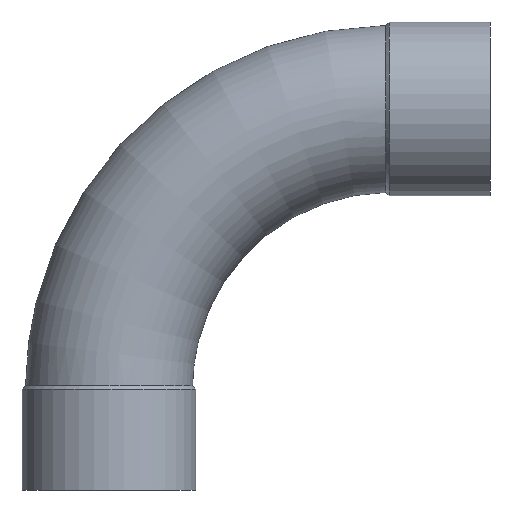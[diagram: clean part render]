
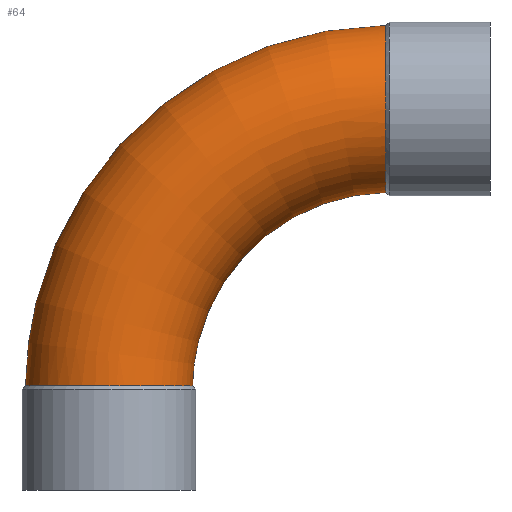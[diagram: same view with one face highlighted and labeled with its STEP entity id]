
A CAD part, front view. The second image highlights one B-rep face of the part: STEP entity #64.
In plain terms, the highlighted toroidal (fillet/blend) face has major radius 80.5 mm and minor radius 24 mm.
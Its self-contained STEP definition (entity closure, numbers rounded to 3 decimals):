
#44=TOROIDAL_SURFACE('',#229,80.5,24.);
#64=ADVANCED_FACE('',(#96,#97),#44,.T.);
#96=FACE_BOUND('',#122,.T.);
#97=FACE_BOUND('',#123,.T.);
#122=EDGE_LOOP('',(#154,#155));
#123=EDGE_LOOP('',(#156,#157));
#154=ORIENTED_EDGE('',*,*,#191,.T.);
#155=ORIENTED_EDGE('',*,*,#192,.F.);
#156=ORIENTED_EDGE('',*,*,#187,.F.);
#157=ORIENTED_EDGE('',*,*,#185,.F.);
#169=VERTEX_POINT('',#369);
#170=VERTEX_POINT('',#370);
#173=VERTEX_POINT('',#399);
#174=VERTEX_POINT('',#400);
#185=EDGE_CURVE('',#169,#170,#202,.T.);
#187=EDGE_CURVE('',#170,#169,#203,.T.);
#191=EDGE_CURVE('',#173,#174,#204,.T.);
#192=EDGE_CURVE('',#173,#174,#205,.T.);
#202=B_SPLINE_CURVE_WITH_KNOTS('',3,(#353,#354,#355,#356,#357,#358,#359,
#360,#361,#362,#363,#364,#365,#366,#367,#368),.UNSPECIFIED.,.F.,.F.,(4,
2,2,2,2,2,2,4),(0.,0.25,0.375,0.5,
0.625,0.75,0.875,1.),.UNSPECIFIED.);
#203=B_SPLINE_CURVE_WITH_KNOTS('',3,(#373,#374,#375,#376,#377,#378,#379,
#380,#381,#382,#383,#384,#385,#386,#387,#388,#389,#390),.UNSPECIFIED.,.F.,
 .F.,(4,2,2,2,2,2,2,2,4),(0.,0.125,0.25,0.375,0.5,0.625,0.75,0.875,1.),
 .UNSPECIFIED.);
#204=B_SPLINE_CURVE_WITH_KNOTS('',3,(#401,#402,#403,#404,#405,#406,#407,
#408,#409,#410,#411,#412,#413,#414,#415,#416,#417,#418),.UNSPECIFIED.,.F.,
 .F.,(4,2,2,2,2,2,2,2,4),(0.,0.125,0.25,0.375,0.5,0.625,0.75,0.875,1.),
 .UNSPECIFIED.);
#205=B_SPLINE_CURVE_WITH_KNOTS('',3,(#420,#421,#422,#423,#424,#425,#426,
#427,#428,#429,#430,#431,#432,#433,#434,#435,#436,#437),.UNSPECIFIED.,.F.,
 .F.,(4,2,2,2,2,2,2,2,4),(0.,0.125,0.25,0.375,0.5,0.625,0.75,0.875,1.),
 .UNSPECIFIED.);
#229=AXIS2_PLACEMENT_3D('',#524,#269,#270);
#269=DIRECTION('',(0.,-1.,0.));
#270=DIRECTION('',(0.,0.,-1.));
#353=CARTESIAN_POINT('',(545.003,-24.,27.));
#354=CARTESIAN_POINT('',(538.737,-23.999,27.));
#355=CARTESIAN_POINT('',(532.501,-21.444,27.));
#356=CARTESIAN_POINT('',(525.781,-14.714,27.));
#357=CARTESIAN_POINT('',(524.024,-12.071,27.));
#358=CARTESIAN_POINT('',(521.622,-6.257,27.));
#359=CARTESIAN_POINT('',(521.002,-3.113,27.));
#360=CARTESIAN_POINT('',(521.007,3.149,27.));
#361=CARTESIAN_POINT('',(521.638,6.306,27.));
#362=CARTESIAN_POINT('',(524.033,12.08,27.));
#363=CARTESIAN_POINT('',(525.821,14.757,27.));
#364=CARTESIAN_POINT('',(530.248,19.184,27.));
#365=CARTESIAN_POINT('',(532.912,20.967,27.));
#366=CARTESIAN_POINT('',(538.721,23.375,27.));
#367=CARTESIAN_POINT('',(541.835,24.,27.));
#368=CARTESIAN_POINT('',(545.003,24.,27.));
#369=CARTESIAN_POINT('',(545.003,-24.,27.));
#370=CARTESIAN_POINT('',(545.003,24.,27.));
#373=CARTESIAN_POINT('',(545.003,24.,27.));
#374=CARTESIAN_POINT('',(548.172,24.,26.999));
#375=CARTESIAN_POINT('',(551.288,23.376,26.998));
#376=CARTESIAN_POINT('',(557.1,20.968,26.996));
#377=CARTESIAN_POINT('',(559.765,19.184,26.995));
#378=CARTESIAN_POINT('',(564.193,14.756,26.994));
#379=CARTESIAN_POINT('',(565.983,12.077,26.993));
#380=CARTESIAN_POINT('',(568.377,6.3,26.992));
#381=CARTESIAN_POINT('',(569.007,3.142,26.991));
#382=CARTESIAN_POINT('',(569.01,-3.123,26.991));
#383=CARTESIAN_POINT('',(568.389,-6.267,26.992));
#384=CARTESIAN_POINT('',(565.982,-12.083,26.993));
#385=CARTESIAN_POINT('',(564.223,-14.726,26.994));
#386=CARTESIAN_POINT('',(559.737,-19.212,26.995));
#387=CARTESIAN_POINT('',(557.095,-20.971,26.996));
#388=CARTESIAN_POINT('',(551.28,-23.378,26.998));
#389=CARTESIAN_POINT('',(548.135,-24.,26.999));
#390=CARTESIAN_POINT('',(545.003,-24.,27.));
#399=CARTESIAN_POINT('',(624.5,-24.,106.497));
#400=CARTESIAN_POINT('',(624.5,24.,106.497));
#401=CARTESIAN_POINT('',(624.5,-24.,106.497));
#402=CARTESIAN_POINT('',(624.5,-24.,109.629));
#403=CARTESIAN_POINT('',(624.5,-23.37,112.788));
#404=CARTESIAN_POINT('',(624.5,-20.978,118.566));
#405=CARTESIAN_POINT('',(624.5,-19.189,121.245));
#406=CARTESIAN_POINT('',(624.5,-14.762,125.675));
#407=CARTESIAN_POINT('',(624.5,-12.098,127.46));
#408=CARTESIAN_POINT('',(624.5,-6.287,129.87));
#409=CARTESIAN_POINT('',(624.5,-3.171,130.495));
#410=CARTESIAN_POINT('',(624.5,3.167,130.495));
#411=CARTESIAN_POINT('',(624.5,6.282,129.872));
#412=CARTESIAN_POINT('',(624.5,12.1,127.459));
#413=CARTESIAN_POINT('',(624.5,14.761,125.677));
#414=CARTESIAN_POINT('',(624.5,19.191,121.244));
#415=CARTESIAN_POINT('',(624.5,20.978,118.566));
#416=CARTESIAN_POINT('',(624.5,23.37,112.787));
#417=CARTESIAN_POINT('',(624.5,24.,109.627));
#418=CARTESIAN_POINT('',(624.5,24.,106.497));
#420=CARTESIAN_POINT('',(624.5,-24.,106.497));
#421=CARTESIAN_POINT('',(624.501,-24.,103.36));
#422=CARTESIAN_POINT('',(624.502,-23.375,100.213));
#423=CARTESIAN_POINT('',(624.504,-20.975,94.413));
#424=CARTESIAN_POINT('',(624.505,-19.207,91.759));
#425=CARTESIAN_POINT('',(624.506,-14.741,87.291));
#426=CARTESIAN_POINT('',(624.507,-12.068,85.51));
#427=CARTESIAN_POINT('',(624.508,-6.264,83.111));
#428=CARTESIAN_POINT('',(624.509,-3.114,82.489));
#429=CARTESIAN_POINT('',(624.509,3.144,82.493));
#430=CARTESIAN_POINT('',(624.508,6.303,83.124));
#431=CARTESIAN_POINT('',(624.507,12.079,85.518));
#432=CARTESIAN_POINT('',(624.506,14.755,87.305));
#433=CARTESIAN_POINT('',(624.505,19.186,91.737));
#434=CARTESIAN_POINT('',(624.504,20.966,94.395));
#435=CARTESIAN_POINT('',(624.502,23.378,100.216));
#436=CARTESIAN_POINT('',(624.501,24.,103.332));
#437=CARTESIAN_POINT('',(624.5,24.,106.497));
#524=CARTESIAN_POINT('',(625.5,0.,26.));
